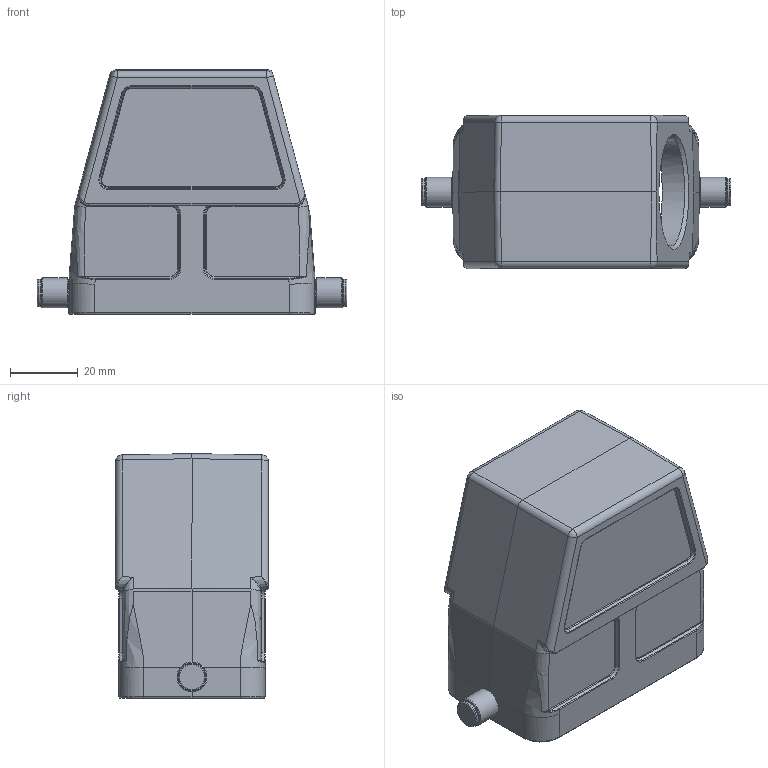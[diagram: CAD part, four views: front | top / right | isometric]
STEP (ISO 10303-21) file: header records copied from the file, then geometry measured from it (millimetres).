
FILE_DESCRIPTION(/* description */ (''),/* implementation_level */ '2;1');
FILE_NAME(/* name */ '100523665ugm000_c.stp',/* time_stamp */ '2017-11-03T16:39:35+01:00',/* author */ (''),/* organization */ (''),/* preprocessor_version */ 'ST-DEVELOPER v16',/* originating_system */ 'SIEMENS PLM Software NX 10.0',/* authorisation */ '');
FILE_SCHEMA (('AUTOMOTIVE_DESIGN { 1 0 10303 214 3 1 1 1 }'));
Length unit declared in the file: millimetre
Products named in the file (1): 100523665ugm000_c
Bounding box: 91.1 x 45 x 72 mm (x, y, z)
Volume: 57925.6 mm3; surface area: 32587.9 mm2
Topology: 1 solids, 1 shells, 463 faces, 1182 edges, 741 vertices
Faces by surface type: plane 171, cylinder 128, bspline 63, torus 52, cone 39, sphere 10
Full cylindrical faces by diameter (mm): 3 x4, 4 x2, 4.97 x2, 8 x2, 8.8 x2, 32 x1
Entity records: 17994 total; most frequent: CARTESIAN_POINT 6502, ORIENTED_EDGE 2162, DIRECTION 2086, EDGE_CURVE 1081, AXIS2_PLACEMENT_3D 784, VERTEX_POINT 679, EDGE_LOOP 520, LINE 518
